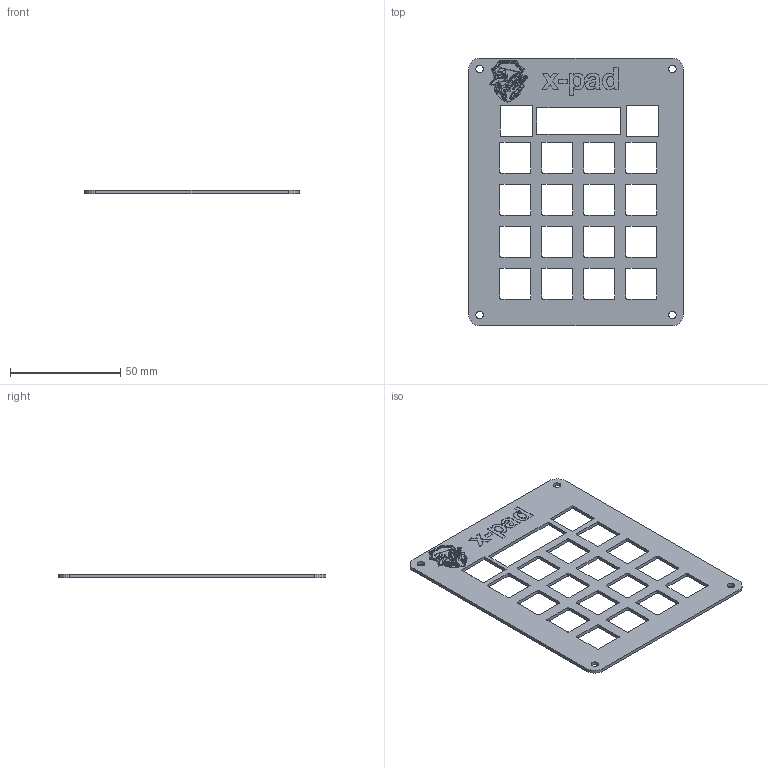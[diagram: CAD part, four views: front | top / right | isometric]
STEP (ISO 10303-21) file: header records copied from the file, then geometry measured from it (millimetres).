
FILE_DESCRIPTION(/* description */ (''),/* implementation_level */ '2;1');
FILE_NAME(/* name */ 'Top of x-pad.step.step',/* time_stamp */ '2025-11-29T16:28:17-06:00',/* author */ (''),/* organization */ (''),/* preprocessor_version */ 'ST-DEVELOPER v20.1',/* originating_system */ 'Autodesk Translation Framework v14.21.0.0',/* authorisation */ '');
FILE_SCHEMA (('AUTOMOTIVE_DESIGN { 1 0 10303 214 3 1 1 }'));
Length unit declared in the file: millimetre
Products named in the file (1): Top Part
Bounding box: 97.42 x 121.5 x 1.5 mm (x, y, z)
Volume: 11623.7 mm3; surface area: 18068.7 mm2
Topology: 1 solids, 1 shells, 1005 faces, 2832 edges, 1888 vertices
Faces by surface type: bspline 625, plane 308, cylinder 72
Full cylindrical faces by diameter (mm): 3.4 x4
Entity records: 34337 total; most frequent: CARTESIAN_POINT 14091, ORIENTED_EDGE 5664, EDGE_CURVE 2832, DIRECTION 2488, VERTEX_POINT 1888, LINE 1438, VECTOR 1438, EDGE_LOOP 1110
